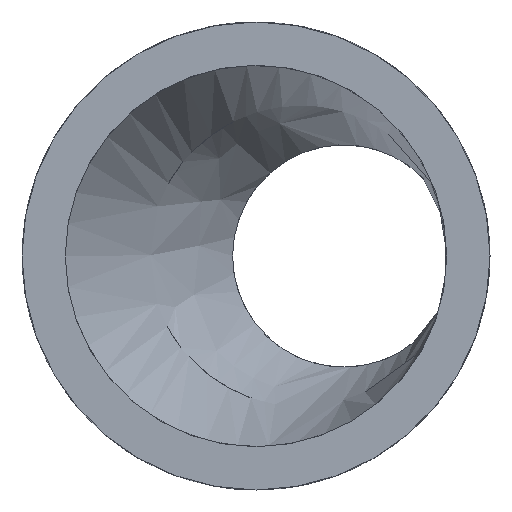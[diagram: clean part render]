
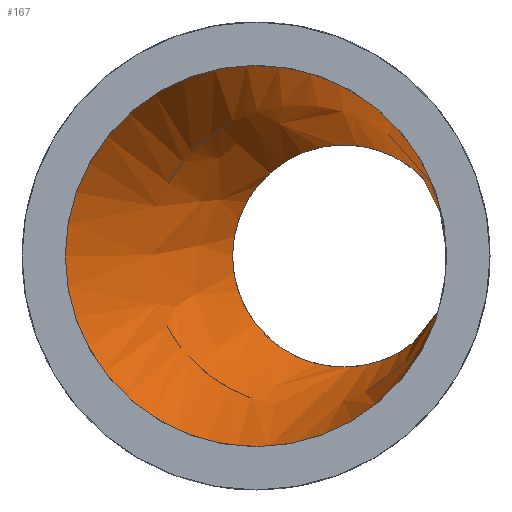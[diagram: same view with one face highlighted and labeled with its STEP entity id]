
A CAD part, left-side view. The second image highlights one B-rep face of the part: STEP entity #167.
In plain terms, the highlighted free-form (B-spline) face has degree [1, 2] with [2, 9] control points.
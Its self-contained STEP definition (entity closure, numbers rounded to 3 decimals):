
#31=CIRCLE('',#195,16.3);
#32=CIRCLE('',#196,16.3);
#33=CIRCLE('',#197,9.5);
#34=CIRCLE('',#198,9.5);
#35=CIRCLE('',#199,9.5);
#36=CIRCLE('',#200,9.5);
#37=CIRCLE('',#201,16.3);
#38=CIRCLE('',#202,16.3);
#43=(
BOUNDED_SURFACE()
B_SPLINE_SURFACE(1,2,((#562,#563,#564,#565,#566,#567,#568,#569,#570),(#571,
#572,#573,#574,#575,#576,#577,#578,#579)),.UNSPECIFIED.,.F.,.T.,.F.)
B_SPLINE_SURFACE_WITH_KNOTS((2,2),(3,2,2,2,3),(-0.269,1.87),
(-3.142,-1.571,0.,1.571,3.142),
 .UNSPECIFIED.)
GEOMETRIC_REPRESENTATION_ITEM()
RATIONAL_B_SPLINE_SURFACE(((1.,0.707,1.,0.707,1.,
0.707,1.,0.707,1.),(1.,0.707,1.,0.707,
1.,0.707,1.,0.707,1.)))
REPRESENTATION_ITEM('')
SURFACE()
);
#47=FACE_OUTER_BOUND('',#57,.T.);
#57=EDGE_LOOP('',(#121,#122,#123,#124,#125,#126,#127,#128,#129,#130));
#73=B_SPLINE_CURVE_WITH_KNOTS('',1,(#586,#587),.UNSPECIFIED.,.F.,.F.,(2,
2),(0.018,1.718),.UNSPECIFIED.);
#79=VERTEX_POINT('',#580);
#80=VERTEX_POINT('',#581);
#81=VERTEX_POINT('',#583);
#82=VERTEX_POINT('',#585);
#83=VERTEX_POINT('',#588);
#84=VERTEX_POINT('',#590);
#85=VERTEX_POINT('',#592);
#86=VERTEX_POINT('',#595);
#97=EDGE_CURVE('',#79,#80,#31,.T.);
#98=EDGE_CURVE('',#80,#81,#32,.T.);
#99=EDGE_CURVE('',#81,#82,#73,.T.);
#100=EDGE_CURVE('',#82,#83,#33,.T.);
#101=EDGE_CURVE('',#83,#84,#34,.T.);
#102=EDGE_CURVE('',#84,#85,#35,.T.);
#103=EDGE_CURVE('',#85,#82,#36,.T.);
#104=EDGE_CURVE('',#81,#86,#37,.T.);
#105=EDGE_CURVE('',#86,#79,#38,.T.);
#121=ORIENTED_EDGE('',*,*,#97,.T.);
#122=ORIENTED_EDGE('',*,*,#98,.T.);
#123=ORIENTED_EDGE('',*,*,#99,.T.);
#124=ORIENTED_EDGE('',*,*,#100,.T.);
#125=ORIENTED_EDGE('',*,*,#101,.T.);
#126=ORIENTED_EDGE('',*,*,#102,.T.);
#127=ORIENTED_EDGE('',*,*,#103,.T.);
#128=ORIENTED_EDGE('',*,*,#99,.F.);
#129=ORIENTED_EDGE('',*,*,#104,.T.);
#130=ORIENTED_EDGE('',*,*,#105,.T.);
#167=ADVANCED_FACE('',(#47),#43,.T.);
#195=AXIS2_PLACEMENT_3D('',#582,#215,#216);
#196=AXIS2_PLACEMENT_3D('',#584,#217,#218);
#197=AXIS2_PLACEMENT_3D('',#589,#219,#220);
#198=AXIS2_PLACEMENT_3D('',#591,#221,#222);
#199=AXIS2_PLACEMENT_3D('',#593,#223,#224);
#200=AXIS2_PLACEMENT_3D('',#594,#225,#226);
#201=AXIS2_PLACEMENT_3D('',#596,#227,#228);
#202=AXIS2_PLACEMENT_3D('',#597,#229,#230);
#215=DIRECTION('center_axis',(-1.,0.,0.));
#216=DIRECTION('ref_axis',(0.,-1.,0.));
#217=DIRECTION('center_axis',(-1.,0.,0.));
#218=DIRECTION('ref_axis',(0.,-1.,0.));
#219=DIRECTION('center_axis',(1.,0.,0.));
#220=DIRECTION('ref_axis',(0.,-1.,0.));
#221=DIRECTION('center_axis',(1.,0.,0.));
#222=DIRECTION('ref_axis',(0.,-1.,0.));
#223=DIRECTION('center_axis',(1.,0.,0.));
#224=DIRECTION('ref_axis',(0.,-1.,0.));
#225=DIRECTION('center_axis',(1.,0.,0.));
#226=DIRECTION('ref_axis',(0.,-1.,0.));
#227=DIRECTION('center_axis',(-1.,0.,0.));
#228=DIRECTION('ref_axis',(0.,-1.,0.));
#229=DIRECTION('center_axis',(-1.,0.,0.));
#230=DIRECTION('ref_axis',(0.,-1.,0.));
#562=CARTESIAN_POINT('Ctrl Pts',(55.611,7.618,-17.41));
#563=CARTESIAN_POINT('Ctrl Pts',(60.,23.8,-17.41));
#564=CARTESIAN_POINT('Ctrl Pts',(60.,23.8,0.));
#565=CARTESIAN_POINT('Ctrl Pts',(60.,23.8,17.41));
#566=CARTESIAN_POINT('Ctrl Pts',(55.611,7.618,17.41));
#567=CARTESIAN_POINT('Ctrl Pts',(51.221,-8.564,17.41));
#568=CARTESIAN_POINT('Ctrl Pts',(51.221,-8.564,0.));
#569=CARTESIAN_POINT('Ctrl Pts',(51.221,-8.564,-17.41));
#570=CARTESIAN_POINT('Ctrl Pts',(55.611,7.618,-17.41));
#571=CARTESIAN_POINT('Ctrl Pts',(88.312,-1.252,-8.876));
#572=CARTESIAN_POINT('Ctrl Pts',(90.55,6.997,-8.876));
#573=CARTESIAN_POINT('Ctrl Pts',(90.55,6.997,0.));
#574=CARTESIAN_POINT('Ctrl Pts',(90.55,6.997,8.876));
#575=CARTESIAN_POINT('Ctrl Pts',(88.312,-1.252,8.876));
#576=CARTESIAN_POINT('Ctrl Pts',(86.075,-9.502,8.876));
#577=CARTESIAN_POINT('Ctrl Pts',(86.075,-9.502,0.));
#578=CARTESIAN_POINT('Ctrl Pts',(86.075,-9.502,-8.876));
#579=CARTESIAN_POINT('Ctrl Pts',(88.312,-1.252,-8.876));
#580=CARTESIAN_POINT('',(60.,-7.279,6.876));
#581=CARTESIAN_POINT('',(60.,23.8,0.));
#582=CARTESIAN_POINT('Origin',(60.,7.5,0.));
#583=CARTESIAN_POINT('',(60.,6.428,-16.265));
#584=CARTESIAN_POINT('Origin',(60.,7.5,0.));
#585=CARTESIAN_POINT('',(86.,-0.625,-9.479));
#586=CARTESIAN_POINT('Ctrl Pts',(60.,6.428,-16.265));
#587=CARTESIAN_POINT('Ctrl Pts',(86.,-0.625,-9.479));
#588=CARTESIAN_POINT('',(86.,9.5,0.));
#589=CARTESIAN_POINT('Origin',(86.,0.,0.));
#590=CARTESIAN_POINT('',(86.,-8.613,4.008));
#591=CARTESIAN_POINT('Origin',(86.,0.,0.));
#592=CARTESIAN_POINT('',(86.,-8.613,-4.008));
#593=CARTESIAN_POINT('Origin',(86.,0.,0.));
#594=CARTESIAN_POINT('Origin',(86.,0.,0.));
#595=CARTESIAN_POINT('',(60.,-7.279,-6.876));
#596=CARTESIAN_POINT('Origin',(60.,7.5,0.));
#597=CARTESIAN_POINT('Origin',(60.,7.5,0.));
